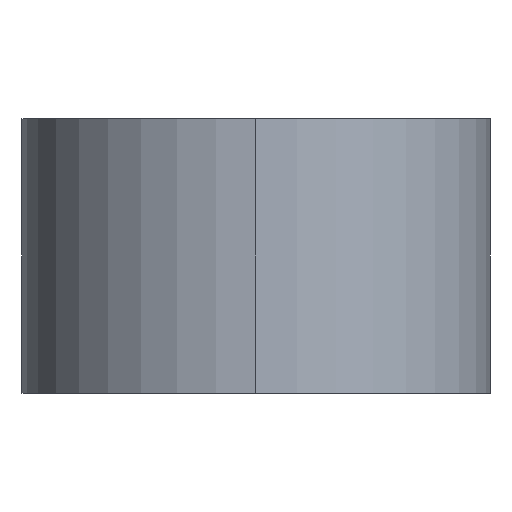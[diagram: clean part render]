
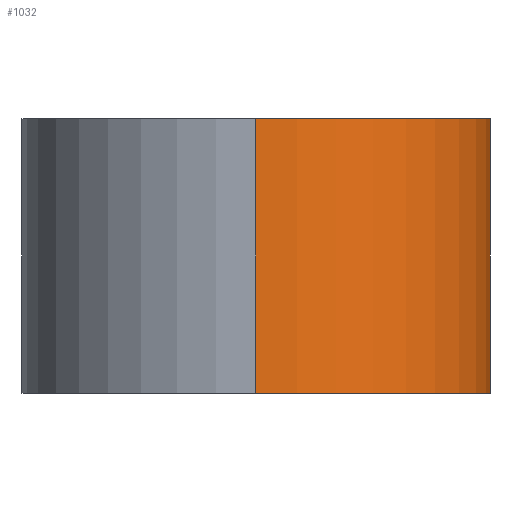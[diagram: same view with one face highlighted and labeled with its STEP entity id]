
A CAD part, left-side view. The second image highlights one B-rep face of the part: STEP entity #1032.
In plain terms, the highlighted cylindrical face has radius 8.7 mm (diameter 17.4 mm), a partial arc.
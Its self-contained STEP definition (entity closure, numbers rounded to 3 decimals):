
#53 = VECTOR ( 'NONE', #255, 1000. ) ;
#66 = VERTEX_POINT ( 'NONE', #933 ) ;
#87 = AXIS2_PLACEMENT_3D ( 'NONE', #982, #195, #196 ) ;
#92 = VECTOR ( 'NONE', #194, 1000. ) ;
#108 = EDGE_CURVE ( 'NONE', #458, #462, #192, .T. ) ;
#109 = EDGE_CURVE ( 'NONE', #459, #458, #994, .T. ) ;
#125 = EDGE_CURVE ( 'NONE', #66, #462, #567, .T. ) ;
#128 = EDGE_CURVE ( 'NONE', #459, #66, #253, .T. ) ;
#192 = LINE ( 'NONE', #193, #92 ) ;
#193 = CARTESIAN_POINT ( 'NONE',  ( 0., -8.7, 5.1 ) ) ;
#194 = DIRECTION ( 'NONE',  ( 0., 0., -1. ) ) ;
#195 = DIRECTION ( 'NONE',  ( 0., 0., 1. ) ) ;
#196 = DIRECTION ( 'NONE',  ( 1., 0., 0. ) ) ;
#244 = CARTESIAN_POINT ( 'NONE',  ( 0., 0., -5.1 ) ) ;
#245 = DIRECTION ( 'NONE',  ( 0., 0., 1. ) ) ;
#246 = DIRECTION ( 'NONE',  ( 1., 0., 0. ) ) ;
#253 = LINE ( 'NONE', #254, #53 ) ;
#254 = CARTESIAN_POINT ( 'NONE',  ( -8.7, 0., 5.1 ) ) ;
#255 = DIRECTION ( 'NONE',  ( 0., 0., -1. ) ) ;
#420 = ORIENTED_EDGE ( 'NONE', *, *, #109, .F. ) ;
#421 = ORIENTED_EDGE ( 'NONE', *, *, #125, .T. ) ;
#429 = ORIENTED_EDGE ( 'NONE', *, *, #108, .F. ) ;
#440 = EDGE_LOOP ( 'NONE', ( #420, #842, #421, #429 ) ) ;
#458 = VERTEX_POINT ( 'NONE', #594 ) ;
#459 = VERTEX_POINT ( 'NONE', #598 ) ;
#462 = VERTEX_POINT ( 'NONE', #601 ) ;
#480 = AXIS2_PLACEMENT_3D ( 'NONE', #244, #245, #246 ) ;
#538 = CYLINDRICAL_SURFACE ( 'NONE', #548, 8.7 ) ;
#546 = FACE_OUTER_BOUND ( 'NONE', #440, .T. ) ;
#548 = AXIS2_PLACEMENT_3D ( 'NONE', #762, #763, #764 ) ;
#567 = CIRCLE ( 'NONE', #480, 8.7 ) ;
#594 = CARTESIAN_POINT ( 'NONE',  ( 0., -8.7, 5.1 ) ) ;
#598 = CARTESIAN_POINT ( 'NONE',  ( -8.7, 0., 5.1 ) ) ;
#601 = CARTESIAN_POINT ( 'NONE',  ( 0., -8.7, -5.1 ) ) ;
#762 = CARTESIAN_POINT ( 'NONE',  ( 0., 0., 5.1 ) ) ;
#763 = DIRECTION ( 'NONE',  ( 0., 0., -1. ) ) ;
#764 = DIRECTION ( 'NONE',  ( -1., 0., 0. ) ) ;
#842 = ORIENTED_EDGE ( 'NONE', *, *, #128, .T. ) ;
#933 = CARTESIAN_POINT ( 'NONE',  ( -8.7, 0., -5.1 ) ) ;
#982 = CARTESIAN_POINT ( 'NONE',  ( 0., 0., 5.1 ) ) ;
#994 = CIRCLE ( 'NONE', #87, 8.7 ) ;
#1032 = ADVANCED_FACE ( 'NONE', ( #546 ), #538, .T. ) ;
